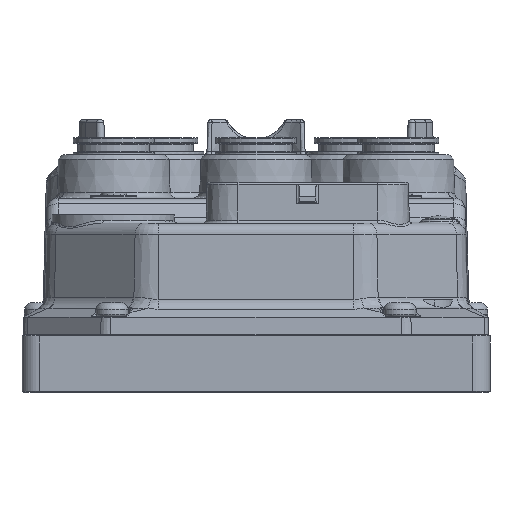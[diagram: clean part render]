
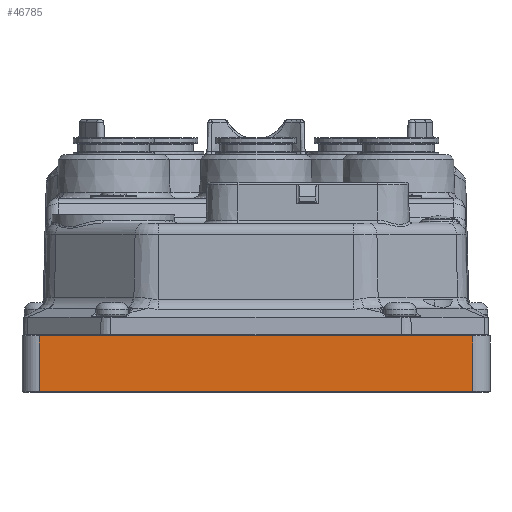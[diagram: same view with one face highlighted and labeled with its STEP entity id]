
A CAD part, left-side view. The second image highlights one B-rep face of the part: STEP entity #46785.
In plain terms, the highlighted planar face has unit normal (-1, 0, 0).
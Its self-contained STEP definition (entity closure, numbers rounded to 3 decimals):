
#1853=PLANE('',#50287);
#3747=FACE_OUTER_BOUND('',#6710,.T.);
#6710=EDGE_LOOP('',(#36674,#36675,#36676,#36677));
#13983=LINE('',#78542,#17359);
#13992=LINE('',#78563,#17368);
#13993=LINE('',#78566,#17369);
#13994=LINE('',#78567,#17370);
#17359=VECTOR('',#57582,10.);
#17368=VECTOR('',#57611,10.);
#17369=VECTOR('',#57614,10.);
#17370=VECTOR('',#57615,10.);
#20935=VERTEX_POINT('',#78534);
#20937=VERTEX_POINT('',#78540);
#20939=VERTEX_POINT('',#78561);
#20940=VERTEX_POINT('',#78565);
#26481=EDGE_CURVE('',#20937,#20935,#13983,.T.);
#26492=EDGE_CURVE('',#20935,#20939,#13992,.T.);
#26493=EDGE_CURVE('',#20939,#20940,#13993,.T.);
#26494=EDGE_CURVE('',#20940,#20937,#13994,.T.);
#36674=ORIENTED_EDGE('',*,*,#26493,.F.);
#36675=ORIENTED_EDGE('',*,*,#26492,.F.);
#36676=ORIENTED_EDGE('',*,*,#26481,.F.);
#36677=ORIENTED_EDGE('',*,*,#26494,.F.);
#46785=ADVANCED_FACE('',(#3747),#1853,.T.);
#50287=AXIS2_PLACEMENT_3D('',#78564,#57612,#57613);
#57582=DIRECTION('',(0.,1.,0.));
#57611=DIRECTION('',(0.,0.,1.));
#57612=DIRECTION('center_axis',(-1.,0.,0.));
#57613=DIRECTION('ref_axis',(0.,-1.,0.));
#57614=DIRECTION('',(0.,-1.,0.));
#57615=DIRECTION('',(0.,0.,-1.));
#78534=CARTESIAN_POINT('',(-15.7,37.3,-9.477));
#78540=CARTESIAN_POINT('',(-15.7,-37.3,-9.477));
#78542=CARTESIAN_POINT('',(-15.7,20.15,-9.477));
#78561=CARTESIAN_POINT('',(-15.7,37.3,0.023));
#78563=CARTESIAN_POINT('',(-15.7,37.3,-0.277));
#78564=CARTESIAN_POINT('Origin',(-15.7,40.3,-0.277));
#78565=CARTESIAN_POINT('',(-15.7,-37.3,0.023));
#78566=CARTESIAN_POINT('',(-15.7,20.15,0.023));
#78567=CARTESIAN_POINT('',(-15.7,-37.3,-0.277));
